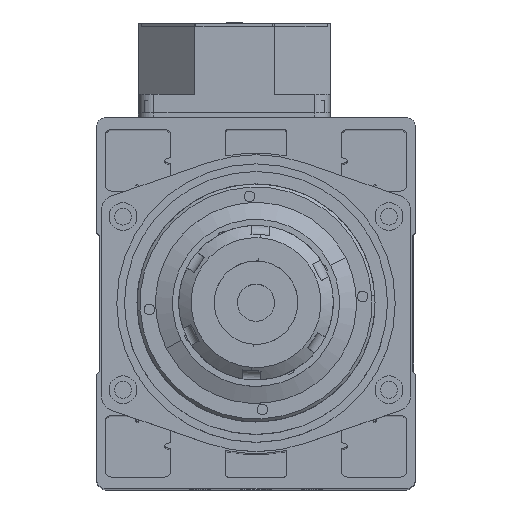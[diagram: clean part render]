
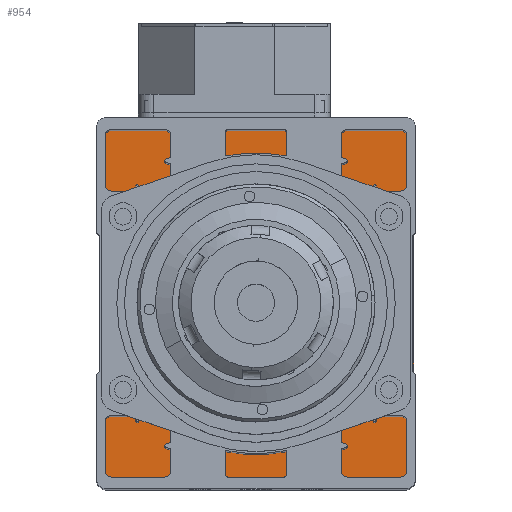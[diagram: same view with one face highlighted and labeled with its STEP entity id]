
A CAD part, top view. The second image highlights one B-rep face of the part: STEP entity #954.
In plain terms, the highlighted planar face has unit normal (0, 0, 1).
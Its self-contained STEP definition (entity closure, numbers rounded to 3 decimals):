
#373 = EDGE_CURVE ( 'NONE', #13811, #8639, #928, .T. ) ;
#607 = VECTOR ( 'NONE', #9467, 1000. ) ;
#632 = ORIENTED_EDGE ( 'NONE', *, *, #10740, .T. ) ;
#652 = EDGE_CURVE ( 'NONE', #5607, #11555, #1637, .T. ) ;
#657 = CARTESIAN_POINT ( 'NONE',  ( 50.75, -56.5, 20. ) ) ;
#928 = LINE ( 'NONE', #3324, #12459 ) ;
#954 = ADVANCED_FACE ( 'NONE', ( #13679 ), #4772, .F. ) ;
#1012 = AXIS2_PLACEMENT_3D ( 'NONE', #13794, #7114, #9432 ) ;
#1119 = VECTOR ( 'NONE', #14749, 1000. ) ;
#1628 = VECTOR ( 'NONE', #4363, 1000. ) ;
#1637 = LINE ( 'NONE', #8528, #13158 ) ;
#2862 = DIRECTION ( 'NONE',  ( 0., 1., 0. ) ) ;
#3324 = CARTESIAN_POINT ( 'NONE',  ( 50.75, -56.5, 20. ) ) ;
#3656 = LINE ( 'NONE', #8129, #607 ) ;
#3753 = VECTOR ( 'NONE', #4352, 1000. ) ;
#4352 = DIRECTION ( 'NONE',  ( -0.707, 0.707, 0. ) ) ;
#4363 = DIRECTION ( 'NONE',  ( 1., 0., 0. ) ) ;
#4662 = CARTESIAN_POINT ( 'NONE',  ( -50.75, 56.5, 20. ) ) ;
#4772 = PLANE ( 'NONE',  #1012 ) ;
#5373 = EDGE_CURVE ( 'NONE', #8639, #9163, #5392, .T. ) ;
#5392 = LINE ( 'NONE', #14538, #6997 ) ;
#5476 = CARTESIAN_POINT ( 'NONE',  ( -50.75, -59., 20. ) ) ;
#5532 = VECTOR ( 'NONE', #14549, 1000. ) ;
#5607 = VERTEX_POINT ( 'NONE', #9044 ) ;
#6074 = VERTEX_POINT ( 'NONE', #10072 ) ;
#6078 = LINE ( 'NONE', #11195, #5532 ) ;
#6691 = CARTESIAN_POINT ( 'NONE',  ( -50.75, -59., 20. ) ) ;
#6771 = DIRECTION ( 'NONE',  ( 0.707, 0.707, 0. ) ) ;
#6997 = VECTOR ( 'NONE', #2862, 1000. ) ;
#7114 = DIRECTION ( 'NONE',  ( 0., 0., -1. ) ) ;
#7305 = DIRECTION ( 'NONE',  ( -0.707, -0.707, 0. ) ) ;
#7606 = CARTESIAN_POINT ( 'NONE',  ( -48.25, -59., 20. ) ) ;
#7854 = ORIENTED_EDGE ( 'NONE', *, *, #9651, .T. ) ;
#8099 = EDGE_LOOP ( 'NONE', ( #7854, #11215, #12456, #10595, #8836, #632, #8716, #11519 ) ) ;
#8129 = CARTESIAN_POINT ( 'NONE',  ( -48.25, -59., 20. ) ) ;
#8147 = EDGE_CURVE ( 'NONE', #6074, #5607, #6078, .T. ) ;
#8184 = VERTEX_POINT ( 'NONE', #7606 ) ;
#8528 = CARTESIAN_POINT ( 'NONE',  ( -50.75, 56.5, 20. ) ) ;
#8639 = VERTEX_POINT ( 'NONE', #657 ) ;
#8716 = ORIENTED_EDGE ( 'NONE', *, *, #8147, .T. ) ;
#8791 = LINE ( 'NONE', #13505, #3753 ) ;
#8836 = ORIENTED_EDGE ( 'NONE', *, *, #5373, .T. ) ;
#9044 = CARTESIAN_POINT ( 'NONE',  ( -48.25, 59., 20. ) ) ;
#9163 = VERTEX_POINT ( 'NONE', #12075 ) ;
#9432 = DIRECTION ( 'NONE',  ( -1., 0., 0. ) ) ;
#9467 = DIRECTION ( 'NONE',  ( 0.707, -0.707, 0. ) ) ;
#9651 = EDGE_CURVE ( 'NONE', #11555, #12766, #14076, .T. ) ;
#10060 = LINE ( 'NONE', #5476, #1628 ) ;
#10072 = CARTESIAN_POINT ( 'NONE',  ( 48.25, 59., 20. ) ) ;
#10191 = EDGE_CURVE ( 'NONE', #8184, #13811, #10060, .T. ) ;
#10595 = ORIENTED_EDGE ( 'NONE', *, *, #373, .T. ) ;
#10740 = EDGE_CURVE ( 'NONE', #9163, #6074, #8791, .T. ) ;
#11195 = CARTESIAN_POINT ( 'NONE',  ( -50.75, 59., 20. ) ) ;
#11215 = ORIENTED_EDGE ( 'NONE', *, *, #13957, .T. ) ;
#11519 = ORIENTED_EDGE ( 'NONE', *, *, #652, .T. ) ;
#11555 = VERTEX_POINT ( 'NONE', #4662 ) ;
#12075 = CARTESIAN_POINT ( 'NONE',  ( 50.75, 56.5, 20. ) ) ;
#12456 = ORIENTED_EDGE ( 'NONE', *, *, #10191, .T. ) ;
#12459 = VECTOR ( 'NONE', #6771, 1000. ) ;
#12652 = CARTESIAN_POINT ( 'NONE',  ( -50.75, -56.5, 20. ) ) ;
#12708 = CARTESIAN_POINT ( 'NONE',  ( 48.25, -59., 20. ) ) ;
#12766 = VERTEX_POINT ( 'NONE', #12652 ) ;
#13158 = VECTOR ( 'NONE', #7305, 1000. ) ;
#13505 = CARTESIAN_POINT ( 'NONE',  ( 48.25, 59., 20. ) ) ;
#13679 = FACE_OUTER_BOUND ( 'NONE', #8099, .T. ) ;
#13794 = CARTESIAN_POINT ( 'NONE',  ( 0., 0., 20. ) ) ;
#13811 = VERTEX_POINT ( 'NONE', #12708 ) ;
#13957 = EDGE_CURVE ( 'NONE', #12766, #8184, #3656, .T. ) ;
#14076 = LINE ( 'NONE', #6691, #1119 ) ;
#14538 = CARTESIAN_POINT ( 'NONE',  ( 50.75, -59., 20. ) ) ;
#14549 = DIRECTION ( 'NONE',  ( -1., 0., 0. ) ) ;
#14749 = DIRECTION ( 'NONE',  ( 0., -1., 0. ) ) ;
